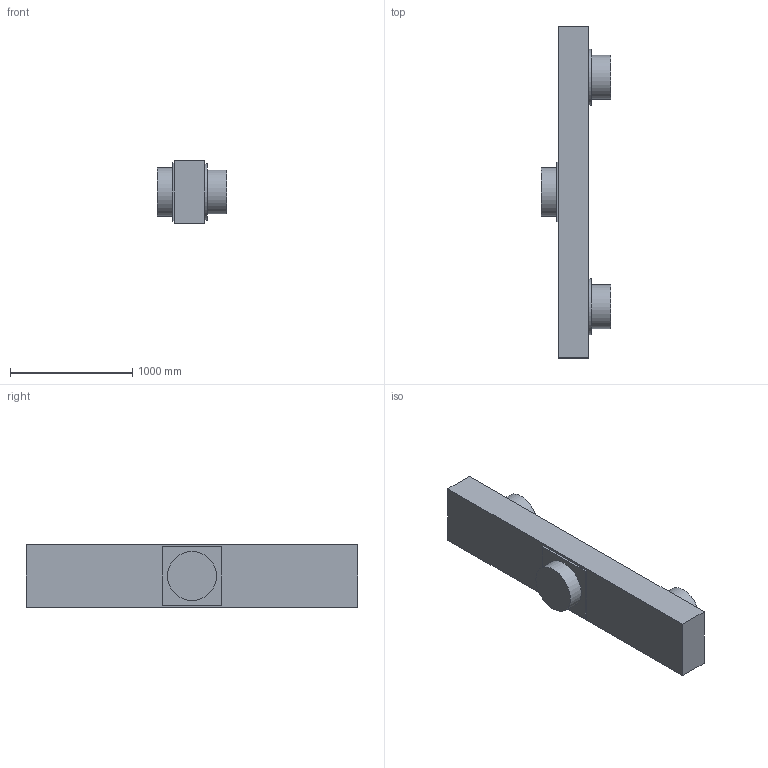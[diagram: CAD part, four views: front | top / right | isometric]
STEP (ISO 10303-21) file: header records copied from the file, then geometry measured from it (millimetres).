
FILE_DESCRIPTION(/* description */ ('','CAx-IF Rec.Pracs.---Representation and Presentation of Product Manufacturing Information (PMI)---4.0---2014-10-13'),/* implementation_level */ '2;1');
FILE_NAME(/* name */ 'RightDriveUnit.step',/* time_stamp */ '2024-12-16T14:13:42-05:00',/* author */ (''),/* organization */ (''),/* preprocessor_version */ 'ST-DEVELOPER v20',/* originating_system */ 'Autodesk Translation Framework v13.20.0.188',/* authorisation */ '');
FILE_SCHEMA (('AP242_MANAGED_MODEL_BASED_3D_ENGINEERING_MIM_LF { 1 0 10303 442 1 1 4 }'));
Length unit declared in the file: millimetre
Products named in the file (1): Fahrwerksträger_Rechts
Bounding box: 570 x 2720 x 516 mm (x, y, z)
Volume: 121095735.7 mm3; surface area: 9076020.5 mm2
Topology: 1 solids, 2 shells, 71 faces, 117 edges, 78 vertices
Faces by surface type: plane 44, cylinder 27
Full cylindrical faces by diameter (mm): 18.376 x12, 22.376 x8, 150 x2, 360 x2, 400 x1, 460 x2
Entity records: 1703 total; most frequent: DIRECTION 315, CARTESIAN_POINT 267, ORIENTED_EDGE 234, AXIS2_PLACEMENT_3D 126, EDGE_CURVE 117, EDGE_LOOP 99, VERTEX_POINT 78, FACE_OUTER_BOUND 71
